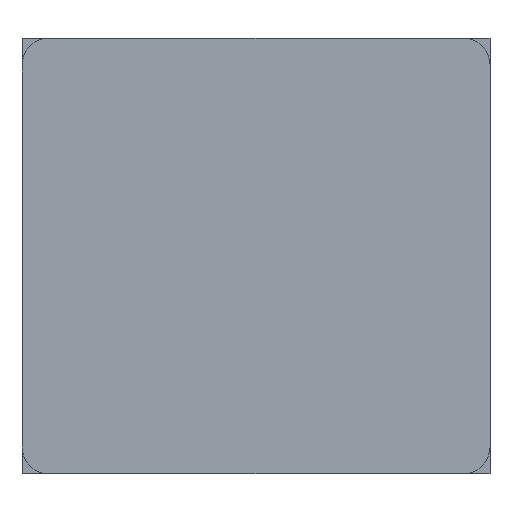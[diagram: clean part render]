
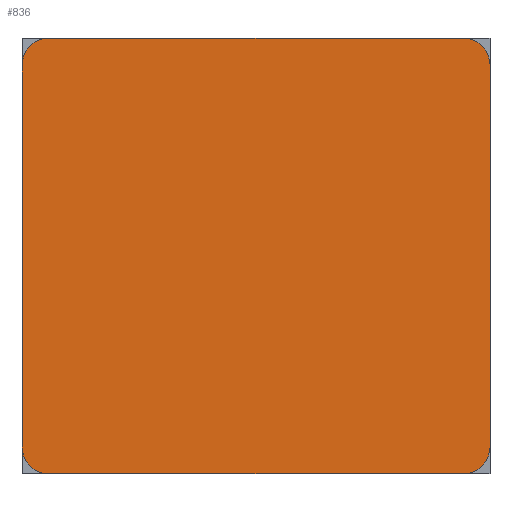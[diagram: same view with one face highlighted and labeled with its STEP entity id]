
A CAD part, top view. The second image highlights one B-rep face of the part: STEP entity #836.
In plain terms, the highlighted planar face has unit normal (0, 0, 1).
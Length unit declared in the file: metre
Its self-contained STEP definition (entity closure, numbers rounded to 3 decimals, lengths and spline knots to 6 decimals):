
#61=CIRCLE('',#929,0.0025);
#63=CIRCLE('',#933,0.0025);
#65=CIRCLE('',#937,0.0025);
#67=CIRCLE('',#941,0.0025);
#292=ORIENTED_EDGE('',*,*,#406,.F.);
#293=ORIENTED_EDGE('',*,*,#410,.T.);
#294=ORIENTED_EDGE('',*,*,#413,.F.);
#295=ORIENTED_EDGE('',*,*,#416,.T.);
#296=ORIENTED_EDGE('',*,*,#419,.T.);
#297=ORIENTED_EDGE('',*,*,#422,.T.);
#298=ORIENTED_EDGE('',*,*,#425,.T.);
#299=ORIENTED_EDGE('',*,*,#427,.T.);
#406=EDGE_CURVE('',#494,#495,#578,.T.);
#410=EDGE_CURVE('',#494,#497,#61,.T.);
#413=EDGE_CURVE('',#499,#497,#583,.T.);
#416=EDGE_CURVE('',#499,#501,#63,.T.);
#419=EDGE_CURVE('',#501,#503,#587,.T.);
#422=EDGE_CURVE('',#503,#505,#65,.T.);
#425=EDGE_CURVE('',#505,#507,#591,.T.);
#427=EDGE_CURVE('',#507,#495,#67,.T.);
#494=VERTEX_POINT('',#1393);
#495=VERTEX_POINT('',#1395);
#497=VERTEX_POINT('',#1401);
#499=VERTEX_POINT('',#1407);
#501=VERTEX_POINT('',#1413);
#503=VERTEX_POINT('',#1419);
#505=VERTEX_POINT('',#1425);
#507=VERTEX_POINT('',#1431);
#578=LINE('',#1394,#662);
#583=LINE('',#1408,#667);
#587=LINE('',#1420,#671);
#591=LINE('',#1432,#675);
#662=VECTOR('',#1144,1.);
#667=VECTOR('',#1157,1.);
#671=VECTOR('',#1169,1.);
#675=VECTOR('',#1181,1.);
#720=EDGE_LOOP('',(#292,#293,#294,#295,#296,#297,#298,#299));
#766=FACE_BOUND('',#720,.T.);
#792=PLANE('',#942);
#836=ADVANCED_FACE('',(#766),#792,.T.);
#929=AXIS2_PLACEMENT_3D('',#1402,#1151,#1152);
#933=AXIS2_PLACEMENT_3D('',#1414,#1163,#1164);
#937=AXIS2_PLACEMENT_3D('',#1426,#1175,#1176);
#941=AXIS2_PLACEMENT_3D('',#1435,#1186,#1187);
#942=AXIS2_PLACEMENT_3D('',#1436,#1188,#1189);
#1144=DIRECTION('',(0.,-1.,0.));
#1151=DIRECTION('',(0.,0.,1.));
#1152=DIRECTION('',(1.,0.,0.));
#1157=DIRECTION('',(1.,0.,0.));
#1163=DIRECTION('',(0.,0.,1.));
#1164=DIRECTION('',(1.,0.,0.));
#1169=DIRECTION('',(0.,-1.,0.));
#1175=DIRECTION('',(0.,0.,1.));
#1176=DIRECTION('',(1.,0.,0.));
#1181=DIRECTION('',(1.,0.,0.));
#1186=DIRECTION('',(0.,0.,1.));
#1187=DIRECTION('',(1.,0.,0.));
#1188=DIRECTION('',(0.,0.,1.));
#1189=DIRECTION('',(1.,0.,0.));
#1393=CARTESIAN_POINT('',(0.02175,0.01775,0.0015));
#1394=CARTESIAN_POINT('',(0.02175,0.008875,0.0015));
#1395=CARTESIAN_POINT('',(0.02175,-0.01775,0.0015));
#1401=CARTESIAN_POINT('',(0.01925,0.02025,0.0015));
#1402=CARTESIAN_POINT('',(0.01925,0.01775,0.0015));
#1407=CARTESIAN_POINT('',(-0.01925,0.02025,0.0015));
#1408=CARTESIAN_POINT('',(0.,0.02025,0.0015));
#1413=CARTESIAN_POINT('',(-0.02175,0.01775,0.0015));
#1414=CARTESIAN_POINT('',(-0.01925,0.01775,0.0015));
#1419=CARTESIAN_POINT('',(-0.02175,-0.01775,0.0015));
#1420=CARTESIAN_POINT('',(-0.02175,0.008875,0.0015));
#1425=CARTESIAN_POINT('',(-0.01925,-0.02025,0.0015));
#1426=CARTESIAN_POINT('',(-0.01925,-0.01775,0.0015));
#1431=CARTESIAN_POINT('',(0.01925,-0.02025,0.0015));
#1432=CARTESIAN_POINT('',(0.,-0.02025,0.0015));
#1435=CARTESIAN_POINT('',(0.01925,-0.01775,0.0015));
#1436=CARTESIAN_POINT('',(0.,0.,0.0015));
